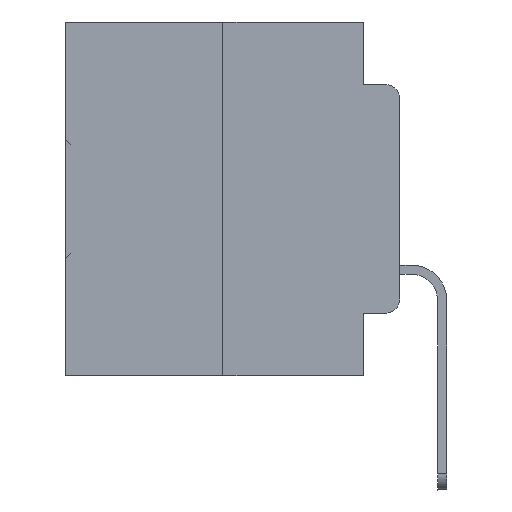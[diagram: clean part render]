
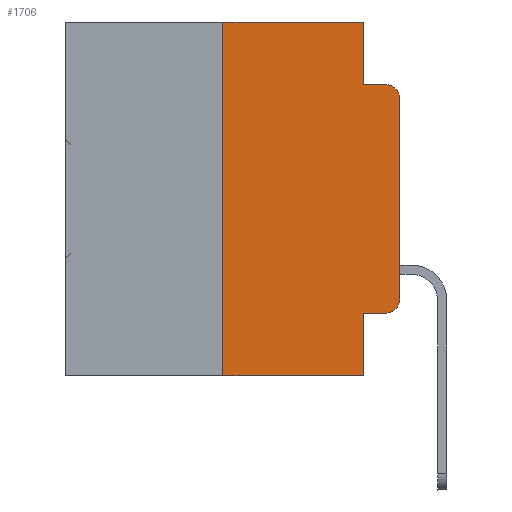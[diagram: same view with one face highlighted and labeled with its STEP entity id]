
A CAD part, left-side view. The second image highlights one B-rep face of the part: STEP entity #1706.
In plain terms, the highlighted planar face has unit normal (-1, 0, 0).
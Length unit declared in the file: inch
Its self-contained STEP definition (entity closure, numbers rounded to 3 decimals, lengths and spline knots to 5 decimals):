
#7 = CARTESIAN_POINT ( 'NONE',  ( 0., 0.051, 0. ) ) ;
#652 = CARTESIAN_POINT ( 'NONE',  ( 0., 0., -0.1085 ) ) ;
#752 = CARTESIAN_POINT ( 'NONE',  ( 0., 0.02, -0.1085 ) ) ;
#1667 = VECTOR ( 'NONE', #14044, 39.37008 ) ;
#1706 = ADVANCED_FACE ( 'NONE', ( #29168 ), #10981, .F. ) ;
#1912 = CIRCLE ( 'NONE', #26536, 0.02 ) ;
#2009 = CARTESIAN_POINT ( 'NONE',  ( 0., 0.051, -0.0885 ) ) ;
#2110 = CARTESIAN_POINT ( 'NONE',  ( 0., 0.051, -0.4115 ) ) ;
#2743 = DIRECTION ( 'NONE',  ( 1., 0., 0. ) ) ;
#2864 = VERTEX_POINT ( 'NONE', #25926 ) ;
#3134 = CARTESIAN_POINT ( 'NONE',  ( 0., 0.051, -0.0885 ) ) ;
#4257 = VECTOR ( 'NONE', #21003, 39.37008 ) ;
#4678 = ORIENTED_EDGE ( 'NONE', *, *, #7400, .F. ) ;
#6173 = CARTESIAN_POINT ( 'NONE',  ( 0., 0.473, -0.5 ) ) ;
#7253 = VECTOR ( 'NONE', #23746, 39.37008 ) ;
#7282 = AXIS2_PLACEMENT_3D ( 'NONE', #15919, #10754, #15590 ) ;
#7400 = EDGE_CURVE ( 'NONE', #16181, #9782, #19320, .T. ) ;
#7646 = EDGE_CURVE ( 'NONE', #25048, #11232, #8127, .T. ) ;
#8125 = VECTOR ( 'NONE', #23325, 39.37008 ) ;
#8127 = LINE ( 'NONE', #13635, #4257 ) ;
#8530 = ORIENTED_EDGE ( 'NONE', *, *, #28960, .T. ) ;
#8626 = LINE ( 'NONE', #3134, #7253 ) ;
#8750 = LINE ( 'NONE', #6173, #24184 ) ;
#8910 = CIRCLE ( 'NONE', #7282, 0.02 ) ;
#9373 = VERTEX_POINT ( 'NONE', #7 ) ;
#9782 = VERTEX_POINT ( 'NONE', #32767 ) ;
#9811 = EDGE_CURVE ( 'NONE', #9782, #9373, #10265, .T. ) ;
#10117 = ORIENTED_EDGE ( 'NONE', *, *, #16214, .F. ) ;
#10265 = LINE ( 'NONE', #31201, #8125 ) ;
#10754 = DIRECTION ( 'NONE',  ( -1., 0., 0. ) ) ;
#10981 = PLANE ( 'NONE',  #32313 ) ;
#11232 = VERTEX_POINT ( 'NONE', #652 ) ;
#11518 = VERTEX_POINT ( 'NONE', #2009 ) ;
#13635 = CARTESIAN_POINT ( 'NONE',  ( 0., 0., 0. ) ) ;
#13857 = CARTESIAN_POINT ( 'NONE',  ( 0., 0., -0.3915 ) ) ;
#14044 = DIRECTION ( 'NONE',  ( 0., 0., -1. ) ) ;
#14405 = CARTESIAN_POINT ( 'NONE',  ( 0., 0.02, -0.4115 ) ) ;
#15161 = ORIENTED_EDGE ( 'NONE', *, *, #9811, .F. ) ;
#15590 = DIRECTION ( 'NONE',  ( 0., 0., -1. ) ) ;
#15787 = VECTOR ( 'NONE', #24820, 39.37008 ) ;
#15919 = CARTESIAN_POINT ( 'NONE',  ( 0., 0.02, -0.3915 ) ) ;
#16129 = CARTESIAN_POINT ( 'NONE',  ( 0., 0.473, 0. ) ) ;
#16181 = VERTEX_POINT ( 'NONE', #29457 ) ;
#16214 = EDGE_CURVE ( 'NONE', #2864, #20545, #29804, .T. ) ;
#16652 = DIRECTION ( 'NONE',  ( 0., -1., 0. ) ) ;
#16950 = CARTESIAN_POINT ( 'NONE',  ( 0., 0.051, 0. ) ) ;
#17108 = CARTESIAN_POINT ( 'NONE',  ( 0., 0.25, 0. ) ) ;
#18367 = VECTOR ( 'NONE', #28704, 39.37008 ) ;
#18383 = ORIENTED_EDGE ( 'NONE', *, *, #32523, .T. ) ;
#18850 = ORIENTED_EDGE ( 'NONE', *, *, #18964, .T. ) ;
#18964 = EDGE_CURVE ( 'NONE', #29104, #25048, #8910, .T. ) ;
#19286 = DIRECTION ( 'NONE',  ( -1., 0., 0. ) ) ;
#19320 = LINE ( 'NONE', #17108, #15787 ) ;
#20545 = VERTEX_POINT ( 'NONE', #32890 ) ;
#21003 = DIRECTION ( 'NONE',  ( 0., 0., 1. ) ) ;
#21852 = DIRECTION ( 'NONE',  ( 0., 0., -1. ) ) ;
#22487 = ORIENTED_EDGE ( 'NONE', *, *, #32190, .T. ) ;
#23009 = ORIENTED_EDGE ( 'NONE', *, *, #29743, .F. ) ;
#23325 = DIRECTION ( 'NONE',  ( 0., -1., 0. ) ) ;
#23746 = DIRECTION ( 'NONE',  ( 0., -1., 0. ) ) ;
#23909 = CARTESIAN_POINT ( 'NONE',  ( 0., 0.051, 0. ) ) ;
#24184 = VECTOR ( 'NONE', #16652, 39.37008 ) ;
#24820 = DIRECTION ( 'NONE',  ( 0., 0., 1. ) ) ;
#25011 = ORIENTED_EDGE ( 'NONE', *, *, #7646, .T. ) ;
#25048 = VERTEX_POINT ( 'NONE', #13857 ) ;
#25926 = CARTESIAN_POINT ( 'NONE',  ( 0., 0.051, -0.4115 ) ) ;
#26536 = AXIS2_PLACEMENT_3D ( 'NONE', #752, #19286, #32322 ) ;
#26688 = EDGE_LOOP ( 'NONE', ( #25011, #22487, #23009, #26975, #15161, #4678, #8530, #10117, #18383, #18850 ) ) ;
#26833 = LINE ( 'NONE', #23909, #27048 ) ;
#26975 = ORIENTED_EDGE ( 'NONE', *, *, #30984, .F. ) ;
#27032 = CARTESIAN_POINT ( 'NONE',  ( 0., 0.02, -0.0885 ) ) ;
#27048 = VECTOR ( 'NONE', #21852, 39.37008 ) ;
#28704 = DIRECTION ( 'NONE',  ( 0., -1., 0. ) ) ;
#28960 = EDGE_CURVE ( 'NONE', #16181, #20545, #8750, .T. ) ;
#29104 = VERTEX_POINT ( 'NONE', #14405 ) ;
#29168 = FACE_OUTER_BOUND ( 'NONE', #26688, .T. ) ;
#29317 = VERTEX_POINT ( 'NONE', #27032 ) ;
#29332 = DIRECTION ( 'NONE',  ( 0., 0., -1. ) ) ;
#29457 = CARTESIAN_POINT ( 'NONE',  ( 0., 0.25, -0.5 ) ) ;
#29743 = EDGE_CURVE ( 'NONE', #11518, #29317, #8626, .T. ) ;
#29804 = LINE ( 'NONE', #16950, #1667 ) ;
#30984 = EDGE_CURVE ( 'NONE', #9373, #11518, #26833, .T. ) ;
#31201 = CARTESIAN_POINT ( 'NONE',  ( 0., 0.473, 0. ) ) ;
#31273 = LINE ( 'NONE', #2110, #18367 ) ;
#32190 = EDGE_CURVE ( 'NONE', #11232, #29317, #1912, .T. ) ;
#32313 = AXIS2_PLACEMENT_3D ( 'NONE', #16129, #2743, #29332 ) ;
#32322 = DIRECTION ( 'NONE',  ( 0., 0., -1. ) ) ;
#32523 = EDGE_CURVE ( 'NONE', #2864, #29104, #31273, .T. ) ;
#32767 = CARTESIAN_POINT ( 'NONE',  ( 0., 0.25, 0. ) ) ;
#32890 = CARTESIAN_POINT ( 'NONE',  ( 0., 0.051, -0.5 ) ) ;
